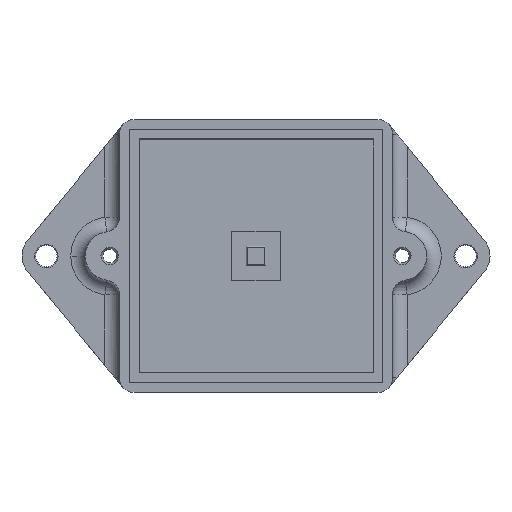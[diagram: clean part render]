
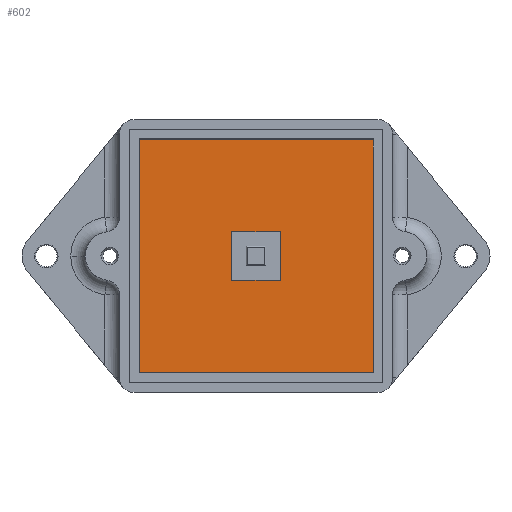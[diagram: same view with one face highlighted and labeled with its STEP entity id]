
A CAD part, top view. The second image highlights one B-rep face of the part: STEP entity #602.
In plain terms, the highlighted planar face has unit normal (0, 0, 1).
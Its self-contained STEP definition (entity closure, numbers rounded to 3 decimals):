
#597 = EDGE_CURVE ( 'NONE', #598, #599, #1608, .T. ) ;
#598 = VERTEX_POINT ( 'NONE', #1604 ) ;
#599 = VERTEX_POINT ( 'NONE', #1603 ) ;
#600 = EDGE_LOOP ( 'NONE', ( #601, #652, #618, #967 ) ) ;
#601 = ORIENTED_EDGE ( 'NONE', *, *, #597, .F. ) ;
#602 = ADVANCED_FACE ( 'NONE', ( #1602, #1601 ), #1600, .F. ) ;
#618 = ORIENTED_EDGE ( 'NONE', *, *, #910, .T. ) ;
#646 = EDGE_CURVE ( 'NONE', #598, #666, #1736, .T. ) ;
#652 = ORIENTED_EDGE ( 'NONE', *, *, #646, .T. ) ;
#666 = VERTEX_POINT ( 'NONE', #1772 ) ;
#676 = EDGE_CURVE ( 'NONE', #682, #687, #1750, .T. ) ;
#682 = VERTEX_POINT ( 'NONE', #1742 ) ;
#687 = VERTEX_POINT ( 'NONE', #1800 ) ;
#705 = EDGE_CURVE ( 'NONE', #687, #716, #1782, .T. ) ;
#716 = VERTEX_POINT ( 'NONE', #1822 ) ;
#717 = EDGE_CURVE ( 'NONE', #719, #716, #1821, .T. ) ;
#719 = VERTEX_POINT ( 'NONE', #1817 ) ;
#733 = EDGE_CURVE ( 'NONE', #682, #719, #1852, .T. ) ;
#910 = EDGE_CURVE ( 'NONE', #666, #969, #2225, .T. ) ;
#912 = EDGE_LOOP ( 'NONE', ( #916, #983, #972, #981 ) ) ;
#916 = ORIENTED_EDGE ( 'NONE', *, *, #733, .F. ) ;
#967 = ORIENTED_EDGE ( 'NONE', *, *, #982, .F. ) ;
#969 = VERTEX_POINT ( 'NONE', #2328 ) ;
#972 = ORIENTED_EDGE ( 'NONE', *, *, #705, .T. ) ;
#981 = ORIENTED_EDGE ( 'NONE', *, *, #717, .F. ) ;
#982 = EDGE_CURVE ( 'NONE', #599, #969, #2367, .T. ) ;
#983 = ORIENTED_EDGE ( 'NONE', *, *, #676, .T. ) ;
#1595 = DIRECTION ( 'NONE',  ( -1., 0., 0. ) ) ;
#1596 = DIRECTION ( 'NONE',  ( 0., 0., -1. ) ) ;
#1597 = CARTESIAN_POINT ( 'NONE',  ( -58.436, 28., 2. ) ) ;
#1598 = AXIS2_PLACEMENT_3D ( 'NONE', #1597, #1596, #1595 ) ;
#1600 = PLANE ( 'NONE',  #1598 ) ;
#1601 = FACE_BOUND ( 'NONE', #912, .T. ) ;
#1602 = FACE_OUTER_BOUND ( 'NONE', #600, .T. ) ;
#1603 = CARTESIAN_POINT ( 'NONE',  ( 52., 4., 2. ) ) ;
#1604 = CARTESIAN_POINT ( 'NONE',  ( 52., 52., 2. ) ) ;
#1605 = DIRECTION ( 'NONE',  ( 0., -1., 0. ) ) ;
#1606 = VECTOR ( 'NONE', #1605, 1000. ) ;
#1607 = CARTESIAN_POINT ( 'NONE',  ( 52., 28., 2. ) ) ;
#1608 = LINE ( 'NONE', #1607, #1606 ) ;
#1733 = DIRECTION ( 'NONE',  ( -1., 0., 0. ) ) ;
#1734 = VECTOR ( 'NONE', #1733, 1000. ) ;
#1735 = CARTESIAN_POINT ( 'NONE',  ( -58.436, 52., 2. ) ) ;
#1736 = LINE ( 'NONE', #1735, #1734 ) ;
#1742 = CARTESIAN_POINT ( 'NONE',  ( 33., 33., 2. ) ) ;
#1747 = DIRECTION ( 'NONE',  ( 0., -1., 0. ) ) ;
#1748 = VECTOR ( 'NONE', #1747, 1000. ) ;
#1749 = CARTESIAN_POINT ( 'NONE',  ( 33., 28., 2. ) ) ;
#1750 = LINE ( 'NONE', #1749, #1748 ) ;
#1772 = CARTESIAN_POINT ( 'NONE',  ( 4., 52., 2. ) ) ;
#1779 = DIRECTION ( 'NONE',  ( -1., 0., 0. ) ) ;
#1780 = VECTOR ( 'NONE', #1779, 1000. ) ;
#1781 = CARTESIAN_POINT ( 'NONE',  ( -58.436, 23., 2. ) ) ;
#1782 = LINE ( 'NONE', #1781, #1780 ) ;
#1800 = CARTESIAN_POINT ( 'NONE',  ( 33., 23., 2. ) ) ;
#1817 = CARTESIAN_POINT ( 'NONE',  ( 23., 33., 2. ) ) ;
#1818 = DIRECTION ( 'NONE',  ( 0., -1., 0. ) ) ;
#1819 = VECTOR ( 'NONE', #1818, 1000. ) ;
#1820 = CARTESIAN_POINT ( 'NONE',  ( 23., 28., 2. ) ) ;
#1821 = LINE ( 'NONE', #1820, #1819 ) ;
#1822 = CARTESIAN_POINT ( 'NONE',  ( 23., 23., 2. ) ) ;
#1849 = DIRECTION ( 'NONE',  ( -1., 0., 0. ) ) ;
#1850 = VECTOR ( 'NONE', #1849, 1000. ) ;
#1851 = CARTESIAN_POINT ( 'NONE',  ( -58.436, 33., 2. ) ) ;
#1852 = LINE ( 'NONE', #1851, #1850 ) ;
#2222 = DIRECTION ( 'NONE',  ( 0., -1., 0. ) ) ;
#2223 = VECTOR ( 'NONE', #2222, 1000. ) ;
#2224 = CARTESIAN_POINT ( 'NONE',  ( 4., 28., 2. ) ) ;
#2225 = LINE ( 'NONE', #2224, #2223 ) ;
#2328 = CARTESIAN_POINT ( 'NONE',  ( 4., 4., 2. ) ) ;
#2364 = DIRECTION ( 'NONE',  ( -1., 0., 0. ) ) ;
#2365 = VECTOR ( 'NONE', #2364, 1000. ) ;
#2366 = CARTESIAN_POINT ( 'NONE',  ( -58.436, 4., 2. ) ) ;
#2367 = LINE ( 'NONE', #2366, #2365 ) ;
